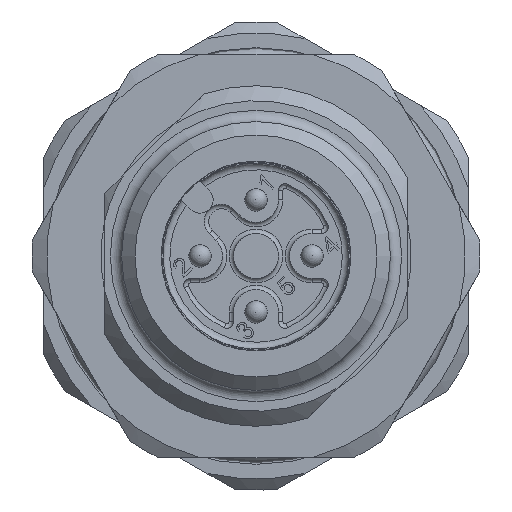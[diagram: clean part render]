
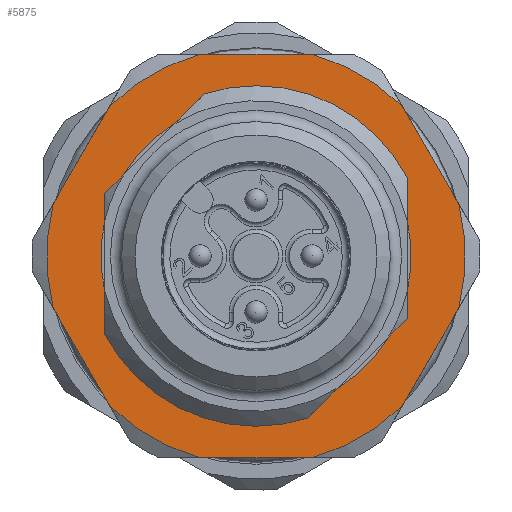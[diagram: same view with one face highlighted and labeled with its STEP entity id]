
A CAD part, left-side view. The second image highlights one B-rep face of the part: STEP entity #5875.
In plain terms, the highlighted planar face has unit normal (-1, 0, 0).
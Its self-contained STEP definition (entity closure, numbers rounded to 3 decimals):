
#840=PLANE('',#7228);
#1104=EDGE_LOOP('',(#2281,#2282,#2283,#2284,#2285,#2286,#2287,#2288,#2289,
#2290,#2291,#2292,#2293,#2294));
#1105=EDGE_LOOP('',(#2295,#2296,#2297,#2298,#2299,#2300,#2301,#2302,#2303,
#2304,#2305,#2306));
#1449=CIRCLE('',#7040,7.6);
#1451=CIRCLE('',#7043,7.6);
#1531=CIRCLE('',#7218,6.93);
#1532=CIRCLE('',#7219,6.93);
#1533=CIRCLE('',#7220,6.93);
#1534=CIRCLE('',#7221,6.93);
#1535=CIRCLE('',#7222,9.346);
#1536=CIRCLE('',#7223,9.346);
#1537=CIRCLE('',#7224,9.346);
#1538=CIRCLE('',#7225,9.346);
#1539=CIRCLE('',#7226,9.346);
#1540=CIRCLE('',#7227,9.346);
#2281=ORIENTED_EDGE('',*,*,#3788,.F.);
#2282=ORIENTED_EDGE('',*,*,#3796,.F.);
#2283=ORIENTED_EDGE('',*,*,#4019,.F.);
#2284=ORIENTED_EDGE('',*,*,#3800,.F.);
#2285=ORIENTED_EDGE('',*,*,#3778,.T.);
#2286=ORIENTED_EDGE('',*,*,#3826,.T.);
#2287=ORIENTED_EDGE('',*,*,#4020,.F.);
#2288=ORIENTED_EDGE('',*,*,#3819,.T.);
#2289=ORIENTED_EDGE('',*,*,#3814,.T.);
#2290=ORIENTED_EDGE('',*,*,#4021,.F.);
#2291=ORIENTED_EDGE('',*,*,#3806,.T.);
#2292=ORIENTED_EDGE('',*,*,#3774,.T.);
#2293=ORIENTED_EDGE('',*,*,#3783,.F.);
#2294=ORIENTED_EDGE('',*,*,#4022,.F.);
#2295=ORIENTED_EDGE('',*,*,#4023,.F.);
#2296=ORIENTED_EDGE('',*,*,#4024,.F.);
#2297=ORIENTED_EDGE('',*,*,#4025,.F.);
#2298=ORIENTED_EDGE('',*,*,#4026,.F.);
#2299=ORIENTED_EDGE('',*,*,#4027,.F.);
#2300=ORIENTED_EDGE('',*,*,#4028,.F.);
#2301=ORIENTED_EDGE('',*,*,#4029,.F.);
#2302=ORIENTED_EDGE('',*,*,#4030,.F.);
#2303=ORIENTED_EDGE('',*,*,#4031,.F.);
#2304=ORIENTED_EDGE('',*,*,#4032,.F.);
#2305=ORIENTED_EDGE('',*,*,#4033,.F.);
#2306=ORIENTED_EDGE('',*,*,#4034,.F.);
#3774=EDGE_CURVE('',#6405,#6406,#1449,.T.);
#3778=EDGE_CURVE('',#6409,#6410,#1451,.T.);
#3783=EDGE_CURVE('',#6414,#6406,#4741,.T.);
#3788=EDGE_CURVE('',#6418,#6419,#4744,.T.);
#3796=EDGE_CURVE('',#6426,#6418,#4752,.T.);
#3800=EDGE_CURVE('',#6409,#6429,#4754,.T.);
#3806=EDGE_CURVE('',#6433,#6405,#4760,.T.);
#3814=EDGE_CURVE('',#6441,#6440,#4768,.T.);
#3819=EDGE_CURVE('',#6445,#6441,#4771,.T.);
#3826=EDGE_CURVE('',#6410,#6450,#4778,.T.);
#4019=EDGE_CURVE('',#6429,#6426,#1531,.T.);
#4020=EDGE_CURVE('',#6445,#6450,#1532,.T.);
#4021=EDGE_CURVE('',#6433,#6440,#1533,.T.);
#4022=EDGE_CURVE('',#6419,#6414,#1534,.T.);
#4023=EDGE_CURVE('',#6578,#6579,#1535,.T.);
#4024=EDGE_CURVE('',#6580,#6578,#4851,.T.);
#4025=EDGE_CURVE('',#6581,#6580,#1536,.T.);
#4026=EDGE_CURVE('',#6582,#6581,#4852,.T.);
#4027=EDGE_CURVE('',#6583,#6582,#1537,.T.);
#4028=EDGE_CURVE('',#6584,#6583,#4853,.T.);
#4029=EDGE_CURVE('',#6585,#6584,#1538,.T.);
#4030=EDGE_CURVE('',#6586,#6585,#4854,.T.);
#4031=EDGE_CURVE('',#6587,#6586,#1539,.T.);
#4032=EDGE_CURVE('',#6588,#6587,#4855,.T.);
#4033=EDGE_CURVE('',#6589,#6588,#1540,.T.);
#4034=EDGE_CURVE('',#6579,#6589,#4856,.T.);
#4741=LINE('',#9783,#5216);
#4744=LINE('',#9798,#5219);
#4752=LINE('',#9815,#5227);
#4754=LINE('',#9827,#5229);
#4760=LINE('',#9838,#5235);
#4768=LINE('',#9854,#5243);
#4771=LINE('',#9870,#5246);
#4778=LINE('',#9883,#5253);
#4851=LINE('',#10550,#5326);
#4852=LINE('',#10554,#5327);
#4853=LINE('',#10558,#5328);
#4854=LINE('',#10562,#5329);
#4855=LINE('',#10566,#5330);
#4856=LINE('',#10570,#5331);
#5216=VECTOR('',#7786,1.);
#5219=VECTOR('',#7789,1.);
#5227=VECTOR('',#7799,1.);
#5229=VECTOR('',#7801,1.);
#5235=VECTOR('',#7809,1.);
#5243=VECTOR('',#7817,1.);
#5246=VECTOR('',#7822,1.);
#5253=VECTOR('',#7829,1.);
#5326=VECTOR('',#8250,1.);
#5327=VECTOR('',#8253,1.);
#5328=VECTOR('',#8256,1.);
#5329=VECTOR('',#8259,1.);
#5330=VECTOR('',#8262,1.);
#5331=VECTOR('',#8265,1.);
#5875=ADVANCED_FACE('',(#6245,#6246),#840,.F.);
#6245=FACE_BOUND('',#1104,.T.);
#6246=FACE_BOUND('',#1105,.T.);
#6405=VERTEX_POINT('',#9763);
#6406=VERTEX_POINT('',#9764);
#6409=VERTEX_POINT('',#9772);
#6410=VERTEX_POINT('',#9773);
#6414=VERTEX_POINT('',#9782);
#6418=VERTEX_POINT('',#9797);
#6419=VERTEX_POINT('',#9799);
#6426=VERTEX_POINT('',#9814);
#6429=VERTEX_POINT('',#9828);
#6433=VERTEX_POINT('',#9839);
#6440=VERTEX_POINT('',#9853);
#6441=VERTEX_POINT('',#9855);
#6445=VERTEX_POINT('',#9871);
#6450=VERTEX_POINT('',#9882);
#6578=VERTEX_POINT('',#10548);
#6579=VERTEX_POINT('',#10549);
#6580=VERTEX_POINT('',#10551);
#6581=VERTEX_POINT('',#10553);
#6582=VERTEX_POINT('',#10555);
#6583=VERTEX_POINT('',#10557);
#6584=VERTEX_POINT('',#10559);
#6585=VERTEX_POINT('',#10561);
#6586=VERTEX_POINT('',#10563);
#6587=VERTEX_POINT('',#10565);
#6588=VERTEX_POINT('',#10567);
#6589=VERTEX_POINT('',#10569);
#7040=AXIS2_PLACEMENT_3D('',#9762,#7769,#7770);
#7043=AXIS2_PLACEMENT_3D('',#9771,#7777,#7778);
#7218=AXIS2_PLACEMENT_3D('',#10543,#8240,#8241);
#7219=AXIS2_PLACEMENT_3D('',#10544,#8242,#8243);
#7220=AXIS2_PLACEMENT_3D('',#10545,#8244,#8245);
#7221=AXIS2_PLACEMENT_3D('',#10546,#8246,#8247);
#7222=AXIS2_PLACEMENT_3D('',#10547,#8248,#8249);
#7223=AXIS2_PLACEMENT_3D('',#10552,#8251,#8252);
#7224=AXIS2_PLACEMENT_3D('',#10556,#8254,#8255);
#7225=AXIS2_PLACEMENT_3D('',#10560,#8257,#8258);
#7226=AXIS2_PLACEMENT_3D('',#10564,#8260,#8261);
#7227=AXIS2_PLACEMENT_3D('',#10568,#8263,#8264);
#7228=AXIS2_PLACEMENT_3D('',#10571,#8266,#8267);
#7769=DIRECTION('',(1.,0.,0.));
#7770=DIRECTION('',(0.,0.,-1.));
#7777=DIRECTION('',(1.,0.,0.));
#7778=DIRECTION('',(0.,0.,-1.));
#7786=DIRECTION('',(0.,0.,1.));
#7789=DIRECTION('',(0.,0.,1.));
#7799=DIRECTION('',(0.,-0.707,0.707));
#7801=DIRECTION('',(0.,-0.707,0.707));
#7809=DIRECTION('',(0.,-0.707,0.707));
#7817=DIRECTION('',(0.,-0.707,0.707));
#7822=DIRECTION('',(0.,0.,1.));
#7829=DIRECTION('',(0.,0.,1.));
#8240=DIRECTION('',(-1.,0.,0.));
#8241=DIRECTION('',(0.,1.,0.));
#8242=DIRECTION('',(-1.,0.,0.));
#8243=DIRECTION('',(0.,1.,0.));
#8244=DIRECTION('',(-1.,0.,0.));
#8245=DIRECTION('',(0.,1.,0.));
#8246=DIRECTION('',(-1.,0.,0.));
#8247=DIRECTION('',(0.,1.,0.));
#8248=DIRECTION('',(1.,0.,0.));
#8249=DIRECTION('',(0.,0.,-1.));
#8250=DIRECTION('',(0.,1.,0.));
#8251=DIRECTION('',(1.,0.,0.));
#8252=DIRECTION('',(0.,0.,-1.));
#8253=DIRECTION('',(0.,0.5,-0.866));
#8254=DIRECTION('',(1.,0.,0.));
#8255=DIRECTION('',(0.,0.,-1.));
#8256=DIRECTION('',(0.,-0.5,-0.866));
#8257=DIRECTION('',(1.,0.,0.));
#8258=DIRECTION('',(0.,0.,-1.));
#8259=DIRECTION('',(0.,-1.,0.));
#8260=DIRECTION('',(1.,0.,0.));
#8261=DIRECTION('',(0.,0.,-1.));
#8262=DIRECTION('',(0.,-0.5,0.866));
#8263=DIRECTION('',(1.,0.,0.));
#8264=DIRECTION('',(0.,0.,-1.));
#8265=DIRECTION('',(0.,0.5,0.866));
#8266=DIRECTION('',(1.,0.,0.));
#8267=DIRECTION('',(0.,0.,-1.));
#9762=CARTESIAN_POINT('',(13.,0.,0.));
#9763=CARTESIAN_POINT('',(13.,2.303,7.243));
#9764=CARTESIAN_POINT('',(13.,-6.75,3.492));
#9771=CARTESIAN_POINT('',(13.,0.,0.));
#9772=CARTESIAN_POINT('',(13.,-2.303,-7.243));
#9773=CARTESIAN_POINT('',(13.,6.75,-3.492));
#9782=CARTESIAN_POINT('',(13.,-6.75,1.569));
#9783=CARTESIAN_POINT('',(13.,-6.75,5.744));
#9797=CARTESIAN_POINT('',(13.,-6.75,-2.796));
#9798=CARTESIAN_POINT('',(13.,-6.75,5.744));
#9799=CARTESIAN_POINT('',(13.,-6.75,-1.569));
#9814=CARTESIAN_POINT('',(13.,-5.883,-3.663));
#9815=CARTESIAN_POINT('',(13.,-6.75,-2.796));
#9827=CARTESIAN_POINT('',(13.,-6.75,-2.796));
#9828=CARTESIAN_POINT('',(13.,-3.663,-5.883));
#9838=CARTESIAN_POINT('',(13.,0.711,8.835));
#9839=CARTESIAN_POINT('',(13.,3.663,5.883));
#9853=CARTESIAN_POINT('',(13.,5.883,3.663));
#9854=CARTESIAN_POINT('',(13.,0.711,8.835));
#9855=CARTESIAN_POINT('',(13.,6.75,2.796));
#9870=CARTESIAN_POINT('',(13.,6.75,2.796));
#9871=CARTESIAN_POINT('',(13.,6.75,1.569));
#9882=CARTESIAN_POINT('',(13.,6.75,-1.569));
#9883=CARTESIAN_POINT('',(13.,6.75,2.796));
#10543=CARTESIAN_POINT('',(13.,0.,0.));
#10544=CARTESIAN_POINT('',(13.,0.,0.));
#10545=CARTESIAN_POINT('',(13.,0.,0.));
#10546=CARTESIAN_POINT('',(13.,0.,0.));
#10547=CARTESIAN_POINT('',(13.,0.,0.));
#10548=CARTESIAN_POINT('',(13.,2.521,-9.));
#10549=CARTESIAN_POINT('',(13.,6.534,-6.683));
#10550=CARTESIAN_POINT('',(13.,-4.359,-9.));
#10551=CARTESIAN_POINT('',(13.,-2.521,-9.));
#10552=CARTESIAN_POINT('',(13.,0.,0.));
#10553=CARTESIAN_POINT('',(13.,-6.534,-6.683));
#10554=CARTESIAN_POINT('',(13.,-9.974,-0.725));
#10555=CARTESIAN_POINT('',(13.,-9.055,-2.317));
#10556=CARTESIAN_POINT('',(13.,0.,0.));
#10557=CARTESIAN_POINT('',(13.,-9.055,2.317));
#10558=CARTESIAN_POINT('',(13.,-5.615,8.275));
#10559=CARTESIAN_POINT('',(13.,-6.534,6.683));
#10560=CARTESIAN_POINT('',(13.,0.,0.));
#10561=CARTESIAN_POINT('',(13.,-2.521,9.));
#10562=CARTESIAN_POINT('',(13.,4.359,9.));
#10563=CARTESIAN_POINT('',(13.,2.521,9.));
#10564=CARTESIAN_POINT('',(13.,0.,0.));
#10565=CARTESIAN_POINT('',(13.,6.534,6.683));
#10566=CARTESIAN_POINT('',(13.,9.974,0.725));
#10567=CARTESIAN_POINT('',(13.,9.055,2.317));
#10568=CARTESIAN_POINT('',(13.,0.,0.));
#10569=CARTESIAN_POINT('',(13.,9.055,-2.317));
#10570=CARTESIAN_POINT('',(13.,5.615,-8.275));
#10571=CARTESIAN_POINT('',(13.,0.,0.));
